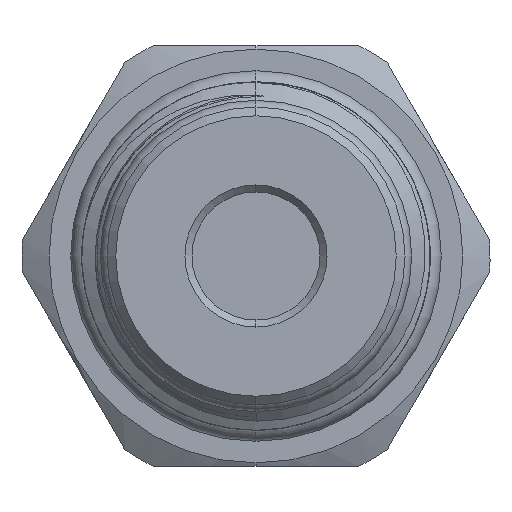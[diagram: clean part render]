
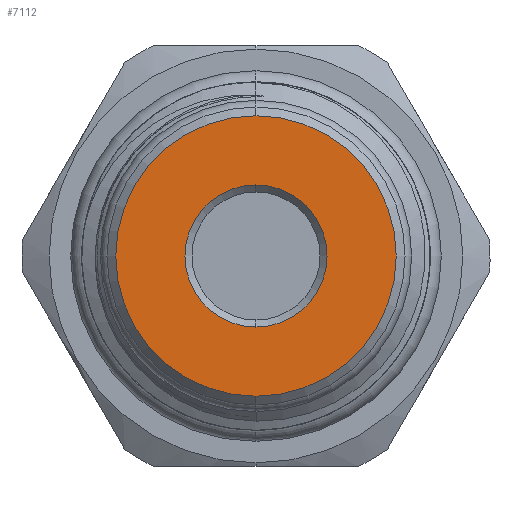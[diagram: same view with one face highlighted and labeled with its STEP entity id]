
A CAD part, left-side view. The second image highlights one B-rep face of the part: STEP entity #7112.
In plain terms, the highlighted planar face has unit normal (-1, 0, 0).
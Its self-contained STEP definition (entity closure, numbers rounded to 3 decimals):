
#413 = VERTEX_POINT ( 'NONE', #5928 ) ;
#698 = DIRECTION ( 'NONE',  ( 1., 0., 0. ) ) ;
#1157 = DIRECTION ( 'NONE',  ( -1., 0., 0. ) ) ;
#1318 = DIRECTION ( 'NONE',  ( 1., 0., 0. ) ) ;
#1605 = VERTEX_POINT ( 'NONE', #4399 ) ;
#1714 = DIRECTION ( 'NONE',  ( 0., 0., 1. ) ) ;
#1745 = AXIS2_PLACEMENT_3D ( 'NONE', #3110, #1318, #4866 ) ;
#2242 = DIRECTION ( 'NONE',  ( 0., 0., 1. ) ) ;
#2350 = AXIS2_PLACEMENT_3D ( 'NONE', #4072, #4637, #2242 ) ;
#2446 = DIRECTION ( 'NONE',  ( 0., 0., 1. ) ) ;
#2503 = AXIS2_PLACEMENT_3D ( 'NONE', #4121, #5299, #1714 ) ;
#2716 = ORIENTED_EDGE ( 'NONE', *, *, #7083, .T. ) ;
#3110 = CARTESIAN_POINT ( 'NONE',  ( -63.454, 0., 0. ) ) ;
#3492 = CARTESIAN_POINT ( 'NONE',  ( -63.454, 8., 0. ) ) ;
#3518 = DIRECTION ( 'NONE',  ( 0., 0., 1. ) ) ;
#3639 = VERTEX_POINT ( 'NONE', #5209 ) ;
#3689 = FACE_BOUND ( 'NONE', #6149, .T. ) ;
#3901 = VERTEX_POINT ( 'NONE', #4221 ) ;
#4072 = CARTESIAN_POINT ( 'NONE',  ( -63.454, 0., 0. ) ) ;
#4121 = CARTESIAN_POINT ( 'NONE',  ( -63.454, 0., 0. ) ) ;
#4154 = FACE_OUTER_BOUND ( 'NONE', #5724, .T. ) ;
#4165 = EDGE_CURVE ( 'NONE', #3639, #413, #7138, .T. ) ;
#4185 = ORIENTED_EDGE ( 'NONE', *, *, #6251, .T. ) ;
#4221 = CARTESIAN_POINT ( 'NONE',  ( -63.454, 0., 8. ) ) ;
#4287 = AXIS2_PLACEMENT_3D ( 'NONE', #4681, #698, #2446 ) ;
#4290 = ORIENTED_EDGE ( 'NONE', *, *, #4165, .T. ) ;
#4399 = CARTESIAN_POINT ( 'NONE',  ( -63.454, 0., -8. ) ) ;
#4567 = EDGE_CURVE ( 'NONE', #3901, #1605, #4631, .T. ) ;
#4631 = CIRCLE ( 'NONE', #2350, 8. ) ;
#4637 = DIRECTION ( 'NONE',  ( -1., 0., 0. ) ) ;
#4681 = CARTESIAN_POINT ( 'NONE',  ( -63.454, 0., 0. ) ) ;
#4866 = DIRECTION ( 'NONE',  ( 0., 0., 1. ) ) ;
#5209 = CARTESIAN_POINT ( 'NONE',  ( -63.454, 0., 4.05 ) ) ;
#5299 = DIRECTION ( 'NONE',  ( -1., 0., 0. ) ) ;
#5724 = EDGE_LOOP ( 'NONE', ( #2716, #7461 ) ) ;
#5928 = CARTESIAN_POINT ( 'NONE',  ( -63.454, 0., -4.05 ) ) ;
#6149 = EDGE_LOOP ( 'NONE', ( #4290, #4185 ) ) ;
#6251 = EDGE_CURVE ( 'NONE', #413, #3639, #6838, .T. ) ;
#6438 = PLANE ( 'NONE',  #7663 ) ;
#6641 = CIRCLE ( 'NONE', #2503, 8. ) ;
#6838 = CIRCLE ( 'NONE', #1745, 4.05 ) ;
#7083 = EDGE_CURVE ( 'NONE', #1605, #3901, #6641, .T. ) ;
#7112 = ADVANCED_FACE ( 'NONE', ( #3689, #4154 ), #6438, .T. ) ;
#7138 = CIRCLE ( 'NONE', #4287, 4.05 ) ;
#7461 = ORIENTED_EDGE ( 'NONE', *, *, #4567, .T. ) ;
#7663 = AXIS2_PLACEMENT_3D ( 'NONE', #3492, #1157, #3518 ) ;
